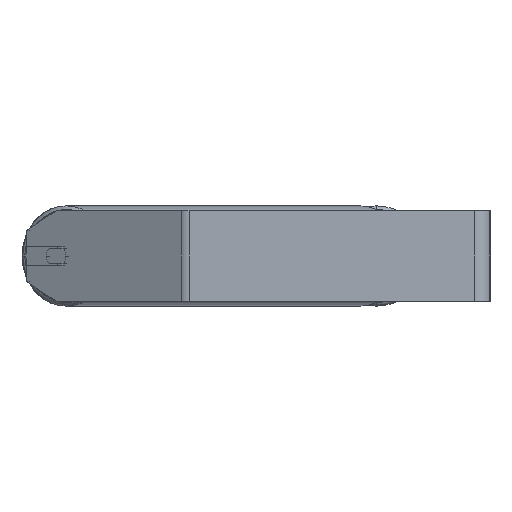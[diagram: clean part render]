
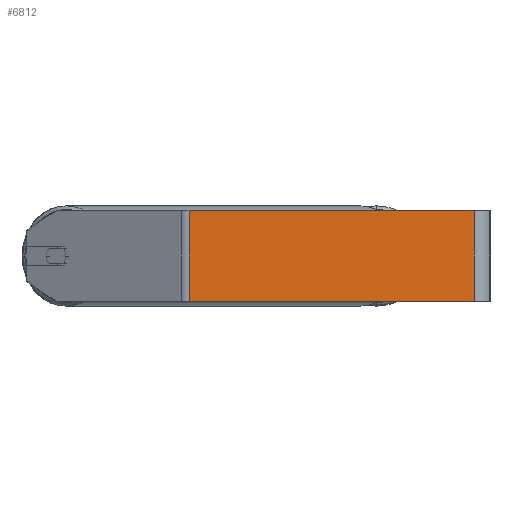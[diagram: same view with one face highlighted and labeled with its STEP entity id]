
A CAD part, left-side view. The second image highlights one B-rep face of the part: STEP entity #6812.
In plain terms, the highlighted planar face has unit normal (-1, 0, 0).
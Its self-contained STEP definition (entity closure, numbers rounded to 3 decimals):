
#43 = VERTEX_POINT ( 'NONE', #6711 ) ;
#460 = EDGE_CURVE ( 'NONE', #4593, #7917, #4561, .T. ) ;
#535 = CARTESIAN_POINT ( 'NONE',  ( -840., 270.516, -40. ) ) ;
#711 = VERTEX_POINT ( 'NONE', #3665 ) ;
#847 = DIRECTION ( 'NONE',  ( 0., 0., -1. ) ) ;
#863 = DIRECTION ( 'NONE',  ( 1., 0., 0. ) ) ;
#1177 = EDGE_CURVE ( 'NONE', #7917, #711, #3501, .T. ) ;
#1244 = LINE ( 'NONE', #535, #6574 ) ;
#1561 = VECTOR ( 'NONE', #847, 1000. ) ;
#1623 = CARTESIAN_POINT ( 'NONE',  ( -840., 266.764, 40. ) ) ;
#2422 = FACE_OUTER_BOUND ( 'NONE', #5675, .T. ) ;
#2585 = ORIENTED_EDGE ( 'NONE', *, *, #6690, .T. ) ;
#3455 = ORIENTED_EDGE ( 'NONE', *, *, #1177, .F. ) ;
#3501 = LINE ( 'NONE', #6888, #1561 ) ;
#3665 = CARTESIAN_POINT ( 'NONE',  ( -840., 14., -40. ) ) ;
#4369 = PLANE ( 'NONE',  #4463 ) ;
#4463 = AXIS2_PLACEMENT_3D ( 'NONE', #7702, #863, #6281 ) ;
#4561 = LINE ( 'NONE', #7456, #7091 ) ;
#4593 = VERTEX_POINT ( 'NONE', #6236 ) ;
#5032 = LINE ( 'NONE', #1623, #8007 ) ;
#5675 = EDGE_LOOP ( 'NONE', ( #7707, #3455, #7125, #2585 ) ) ;
#5983 = DIRECTION ( 'NONE',  ( 0., -1., 0. ) ) ;
#6039 = EDGE_CURVE ( 'NONE', #43, #711, #1244, .T. ) ;
#6236 = CARTESIAN_POINT ( 'NONE',  ( -840., 266.764, 40. ) ) ;
#6281 = DIRECTION ( 'NONE',  ( 0., 0., -1. ) ) ;
#6574 = VECTOR ( 'NONE', #5983, 1000. ) ;
#6690 = EDGE_CURVE ( 'NONE', #4593, #43, #5032, .T. ) ;
#6711 = CARTESIAN_POINT ( 'NONE',  ( -840., 266.764, -40. ) ) ;
#6812 = ADVANCED_FACE ( 'NONE', ( #2422 ), #4369, .F. ) ;
#6888 = CARTESIAN_POINT ( 'NONE',  ( -840., 14., 40. ) ) ;
#7042 = DIRECTION ( 'NONE',  ( 0., 0., -1. ) ) ;
#7091 = VECTOR ( 'NONE', #8727, 1000. ) ;
#7125 = ORIENTED_EDGE ( 'NONE', *, *, #460, .F. ) ;
#7260 = CARTESIAN_POINT ( 'NONE',  ( -840., 14., 40. ) ) ;
#7456 = CARTESIAN_POINT ( 'NONE',  ( -840., 270.516, 40. ) ) ;
#7702 = CARTESIAN_POINT ( 'NONE',  ( -840., 270.516, 40. ) ) ;
#7707 = ORIENTED_EDGE ( 'NONE', *, *, #6039, .T. ) ;
#7917 = VERTEX_POINT ( 'NONE', #7260 ) ;
#8007 = VECTOR ( 'NONE', #7042, 1000. ) ;
#8727 = DIRECTION ( 'NONE',  ( 0., -1., 0. ) ) ;
